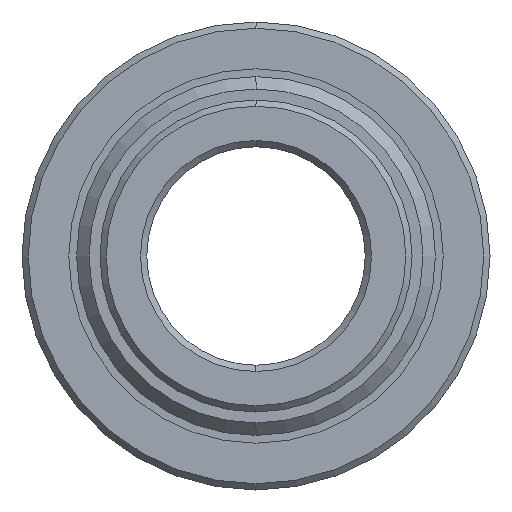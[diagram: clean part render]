
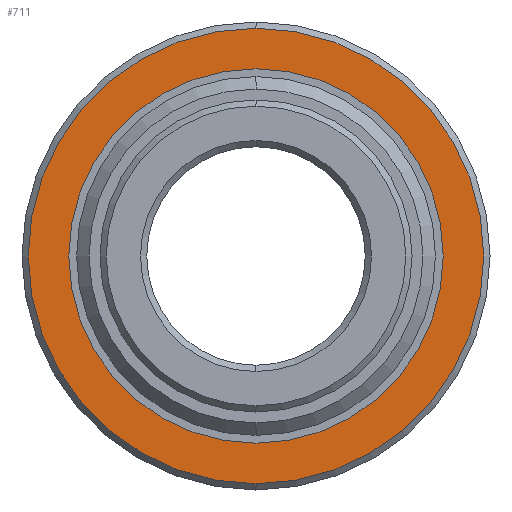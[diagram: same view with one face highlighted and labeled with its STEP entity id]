
A CAD part, left-side view. The second image highlights one B-rep face of the part: STEP entity #711.
In plain terms, the highlighted planar face has unit normal (-1, 0, 0).
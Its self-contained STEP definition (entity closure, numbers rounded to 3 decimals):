
#95 = DIRECTION ( 'NONE',  ( 0., 0., -1. ) ) ;
#96 = DIRECTION ( 'NONE',  ( 1., 0., 0. ) ) ;
#101 = CARTESIAN_POINT ( 'NONE',  ( 42., 30., 0. ) ) ;
#103 = PLANE ( 'NONE',  #616 ) ;
#117 = CARTESIAN_POINT ( 'NONE',  ( 42., 0., 36.5 ) ) ;
#231 = DIRECTION ( 'NONE',  ( 0., 0., 1. ) ) ;
#232 = DIRECTION ( 'NONE',  ( -1., 0., 0. ) ) ;
#233 = CARTESIAN_POINT ( 'NONE',  ( 42., 0., 0. ) ) ;
#235 = DIRECTION ( 'NONE',  ( 0., 0., -1. ) ) ;
#236 = DIRECTION ( 'NONE',  ( -1., 0., 0. ) ) ;
#237 = CARTESIAN_POINT ( 'NONE',  ( 42., 0., 0. ) ) ;
#323 = DIRECTION ( 'NONE',  ( 0., 0., 1. ) ) ;
#325 = DIRECTION ( 'NONE',  ( -1., 0., 0. ) ) ;
#326 = CARTESIAN_POINT ( 'NONE',  ( 42., 0., 0. ) ) ;
#388 = CARTESIAN_POINT ( 'NONE',  ( 42., 0., -36.5 ) ) ;
#435 = CARTESIAN_POINT ( 'NONE',  ( 42., 0., 30. ) ) ;
#436 = CARTESIAN_POINT ( 'NONE',  ( 42., 0., -30. ) ) ;
#455 = AXIS2_PLACEMENT_3D ( 'NONE', #233, #232, #231 ) ;
#457 = AXIS2_PLACEMENT_3D ( 'NONE', #237, #236, #235 ) ;
#461 = AXIS2_PLACEMENT_3D ( 'NONE', #326, #325, #323 ) ;
#497 = AXIS2_PLACEMENT_3D ( 'NONE', #784, #783, #782 ) ;
#511 = EDGE_CURVE ( 'NONE', #945, #955, #937, .T. ) ;
#565 = EDGE_CURVE ( 'NONE', #1001, #1002, #835, .T. ) ;
#616 = AXIS2_PLACEMENT_3D ( 'NONE', #101, #96, #95 ) ;
#673 = EDGE_CURVE ( 'NONE', #955, #945, #809, .T. ) ;
#674 = EDGE_CURVE ( 'NONE', #1002, #1001, #808, .T. ) ;
#711 = ADVANCED_FACE ( 'NONE', ( #1387, #1263 ), #103, .F. ) ;
#782 = DIRECTION ( 'NONE',  ( 0., 0., -1. ) ) ;
#783 = DIRECTION ( 'NONE',  ( -1., 0., 0. ) ) ;
#784 = CARTESIAN_POINT ( 'NONE',  ( 42., 0., 0. ) ) ;
#808 = CIRCLE ( 'NONE', #455, 30. ) ;
#809 = CIRCLE ( 'NONE', #457, 36.5 ) ;
#835 = CIRCLE ( 'NONE', #461, 30. ) ;
#937 = CIRCLE ( 'NONE', #497, 36.5 ) ;
#945 = VERTEX_POINT ( 'NONE', #117 ) ;
#955 = VERTEX_POINT ( 'NONE', #388 ) ;
#1001 = VERTEX_POINT ( 'NONE', #436 ) ;
#1002 = VERTEX_POINT ( 'NONE', #435 ) ;
#1014 = EDGE_LOOP ( 'NONE', ( #1274, #1275 ) ) ;
#1054 = EDGE_LOOP ( 'NONE', ( #1304, #1303 ) ) ;
#1263 = FACE_BOUND ( 'NONE', #1054, .T. ) ;
#1274 = ORIENTED_EDGE ( 'NONE', *, *, #673, .T. ) ;
#1275 = ORIENTED_EDGE ( 'NONE', *, *, #511, .T. ) ;
#1303 = ORIENTED_EDGE ( 'NONE', *, *, #565, .F. ) ;
#1304 = ORIENTED_EDGE ( 'NONE', *, *, #674, .F. ) ;
#1387 = FACE_OUTER_BOUND ( 'NONE', #1014, .T. ) ;
